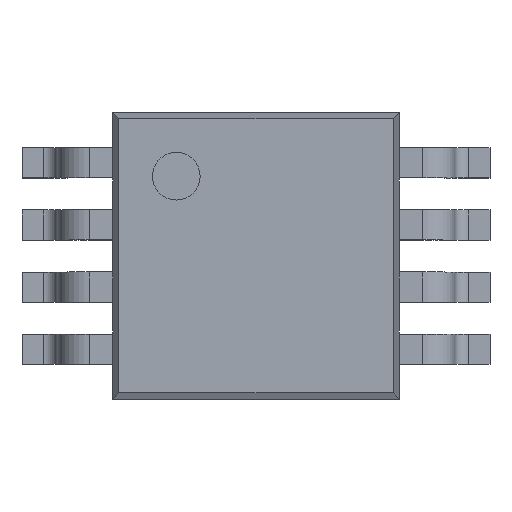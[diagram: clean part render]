
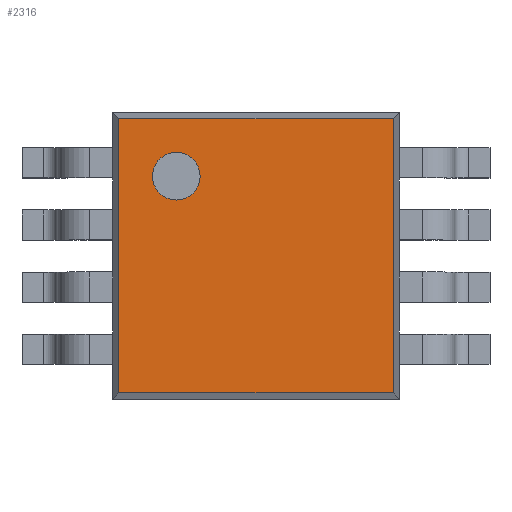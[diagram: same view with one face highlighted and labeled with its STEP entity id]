
A CAD part, top view. The second image highlights one B-rep face of the part: STEP entity #2316.
In plain terms, the highlighted planar face has unit normal (0, 0, 1).
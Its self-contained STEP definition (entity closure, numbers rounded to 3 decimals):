
#27=VECTOR('',#28,1.);
#28=DIRECTION('',(0.,-1.,0.));
#84=VECTOR('',#85,1.);
#85=DIRECTION('',(-1.,0.,0.));
#91=VECTOR('',#92,1.);
#92=DIRECTION('',(0.,1.,0.));
#96=VECTOR('',#97,1.);
#97=DIRECTION('',(1.,0.,0.));
#122=DIRECTION('',(0.,0.,-1.));
#123=DIRECTION('',(0.707,-0.707,0.));
#1322=VERTEX_POINT('',#1323);
#1323=CARTESIAN_POINT('',(1.435,1.435,1.1));
#1325=ORIENTED_EDGE('',*,*,#1326,.F.);
#1326=EDGE_CURVE('',#1327,#1322,#1329,.T.);
#1327=VERTEX_POINT('',#1328);
#1328=CARTESIAN_POINT('',(1.435,-1.435,1.1));
#1329=LINE('',#1328,#91);
#1340=VERTEX_POINT('',#1341);
#1341=CARTESIAN_POINT('',(-1.435,1.435,1.1));
#1343=ORIENTED_EDGE('',*,*,#1344,.F.);
#1344=EDGE_CURVE('',#1322,#1340,#1345,.T.);
#1345=LINE('',#1323,#84);
#1366=VERTEX_POINT('',#1367);
#1367=CARTESIAN_POINT('',(-1.435,-1.435,1.1));
#1369=ORIENTED_EDGE('',*,*,#1370,.F.);
#1370=EDGE_CURVE('',#1340,#1366,#1371,.T.);
#1371=LINE('',#1341,#27);
#1729=ORIENTED_EDGE('',*,*,#1730,.F.);
#1730=EDGE_CURVE('',#1366,#1327,#1731,.T.);
#1731=LINE('',#1367,#96);
#2316=ADVANCED_FACE('',(#2317,#2319),#2329,.F.);
#2317=FACE_BOUND('',#2318,.F.);
#2318=EDGE_LOOP('',(#1369,#1343,#1325,#1729));
#2319=FACE_BOUND('',#2320,.F.);
#2320=EDGE_LOOP('',(#2321));
#2321=ORIENTED_EDGE('',*,*,#2322,.F.);
#2322=EDGE_CURVE('',#2323,#2323,#2325,.T.);
#2323=VERTEX_POINT('',#2324);
#2324=CARTESIAN_POINT('',(-0.835,0.585,1.1));
#2325=CIRCLE('',#2326,0.25);
#2326=AXIS2_PLACEMENT_3D('',#2327,#2328,#28);
#2327=CARTESIAN_POINT('',(-0.835,0.835,1.1));
#2328=DIRECTION('',(0.,-0.,-1.));
#2329=PLANE('',#2330);
#2330=AXIS2_PLACEMENT_3D('',#1341,#122,#123);
